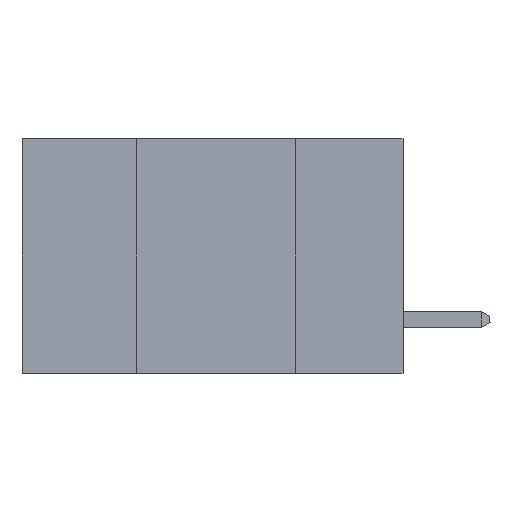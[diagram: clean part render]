
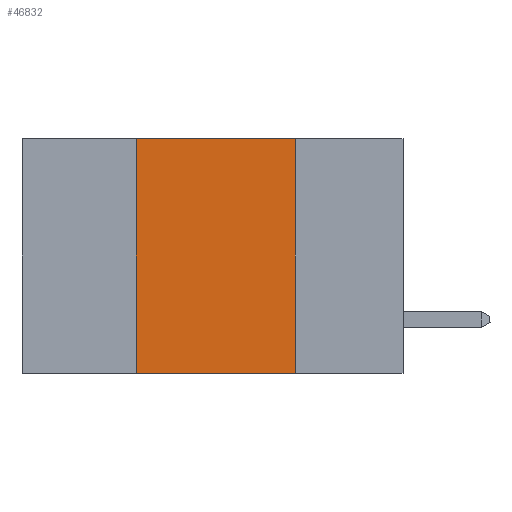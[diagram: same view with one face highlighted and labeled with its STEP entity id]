
A CAD part, left-side view. The second image highlights one B-rep face of the part: STEP entity #46832.
In plain terms, the highlighted planar face has unit normal (-1, 0, 0).
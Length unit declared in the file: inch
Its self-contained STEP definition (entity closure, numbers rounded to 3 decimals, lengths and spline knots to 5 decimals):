
#718 = CARTESIAN_POINT ( 'NONE',  ( 0., 0.42, 0. ) ) ;
#1699 = ORIENTED_EDGE ( 'NONE', *, *, #23010, .F. ) ;
#2503 = EDGE_CURVE ( 'NONE', #13848, #32403, #46242, .T. ) ;
#5751 = CARTESIAN_POINT ( 'NONE',  ( 0., 0.17, 0. ) ) ;
#5963 = DIRECTION ( 'NONE',  ( 0., 0., 1. ) ) ;
#7461 = VERTEX_POINT ( 'NONE', #12383 ) ;
#8103 = ORIENTED_EDGE ( 'NONE', *, *, #2503, .F. ) ;
#10223 = DIRECTION ( 'NONE',  ( 0., -1., 0. ) ) ;
#12193 = VECTOR ( 'NONE', #10223, 39.37008 ) ;
#12383 = CARTESIAN_POINT ( 'NONE',  ( 0., 0.17, -0.37 ) ) ;
#13848 = VERTEX_POINT ( 'NONE', #15151 ) ;
#15151 = CARTESIAN_POINT ( 'NONE',  ( 0., 0.42, -0.37 ) ) ;
#16469 = CARTESIAN_POINT ( 'NONE',  ( 0., 0.6, 0. ) ) ;
#18897 = LINE ( 'NONE', #37154, #12193 ) ;
#18910 = ORIENTED_EDGE ( 'NONE', *, *, #26391, .F. ) ;
#20068 = DIRECTION ( 'NONE',  ( 1., 0., 0. ) ) ;
#20375 = DIRECTION ( 'NONE',  ( 0., 0., -1. ) ) ;
#22634 = LINE ( 'NONE', #5751, #48590 ) ;
#23010 = EDGE_CURVE ( 'NONE', #24322, #7461, #22634, .T. ) ;
#23516 = CARTESIAN_POINT ( 'NONE',  ( 0., 0.42, 0. ) ) ;
#24322 = VERTEX_POINT ( 'NONE', #37831 ) ;
#25577 = EDGE_CURVE ( 'NONE', #13848, #7461, #48563, .T. ) ;
#25611 = VECTOR ( 'NONE', #38755, 39.37008 ) ;
#26391 = EDGE_CURVE ( 'NONE', #32403, #24322, #18897, .T. ) ;
#30726 = FACE_OUTER_BOUND ( 'NONE', #48581, .T. ) ;
#31661 = VECTOR ( 'NONE', #5963, 39.37008 ) ;
#32403 = VERTEX_POINT ( 'NONE', #23516 ) ;
#35482 = PLANE ( 'NONE',  #43656 ) ;
#36785 = DIRECTION ( 'NONE',  ( 0., 0., -1. ) ) ;
#36871 = CARTESIAN_POINT ( 'NONE',  ( 0., 0.6, -0.37 ) ) ;
#37154 = CARTESIAN_POINT ( 'NONE',  ( 0., 0.6, 0. ) ) ;
#37831 = CARTESIAN_POINT ( 'NONE',  ( 0., 0.17, 0. ) ) ;
#38755 = DIRECTION ( 'NONE',  ( 0., -1., 0. ) ) ;
#43656 = AXIS2_PLACEMENT_3D ( 'NONE', #16469, #20068, #20375 ) ;
#45921 = ORIENTED_EDGE ( 'NONE', *, *, #25577, .T. ) ;
#46242 = LINE ( 'NONE', #718, #31661 ) ;
#46832 = ADVANCED_FACE ( 'NONE', ( #30726 ), #35482, .F. ) ;
#48563 = LINE ( 'NONE', #36871, #25611 ) ;
#48581 = EDGE_LOOP ( 'NONE', ( #1699, #18910, #8103, #45921 ) ) ;
#48590 = VECTOR ( 'NONE', #36785, 39.37008 ) ;
